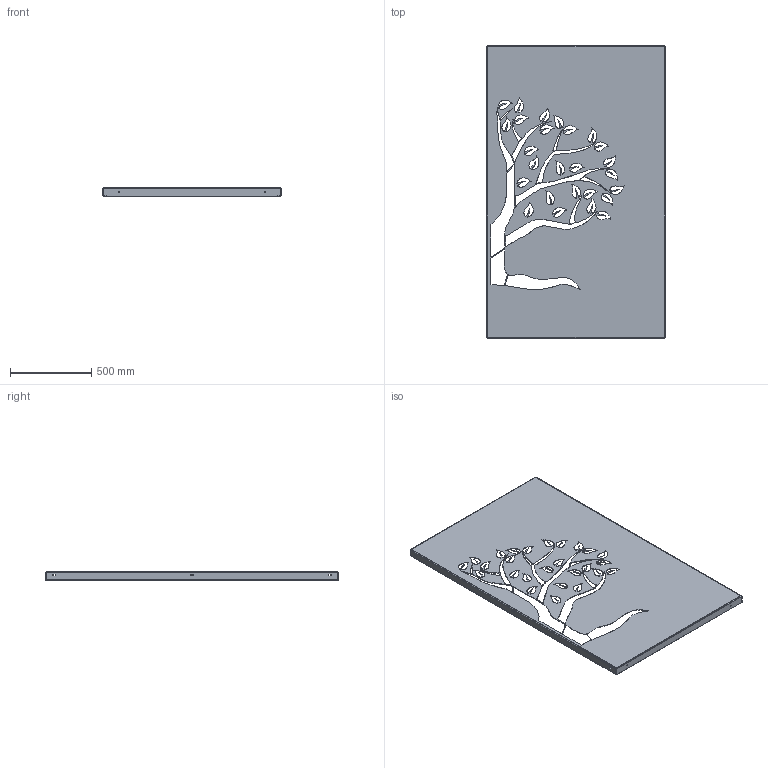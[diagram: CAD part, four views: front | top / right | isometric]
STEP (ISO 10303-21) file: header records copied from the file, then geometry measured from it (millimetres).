
FILE_DESCRIPTION (( 'STEP AP203' ), '1' );
FILE_NAME ('APA08.2..STEP', '2019-10-18T08:32:47', ( '' ), ( '' ), 'SwSTEP 2.0', 'SolidWorks 2019', '' );
FILE_SCHEMA (( 'CONFIG_CONTROL_DESIGN' ));
Length unit declared in the file: millimetre
Products named in the file (1): APA08.2.
Bounding box: 1100 x 1800 x 50 mm (x, y, z)
Volume: 6097799.4 mm3; surface area: 4096907.2 mm2
Topology: 1 solids, 1 shells, 243 faces, 675 edges, 434 vertices
Faces by surface type: bspline 138, plane 55, cylinder 50
Entity records: 11371 total; most frequent: CARTESIAN_POINT 5790, ORIENTED_EDGE 1350, DIRECTION 694, EDGE_CURVE 675, VERTEX_POINT 434, EDGE_LOOP 341, LINE 314, VECTOR 314
